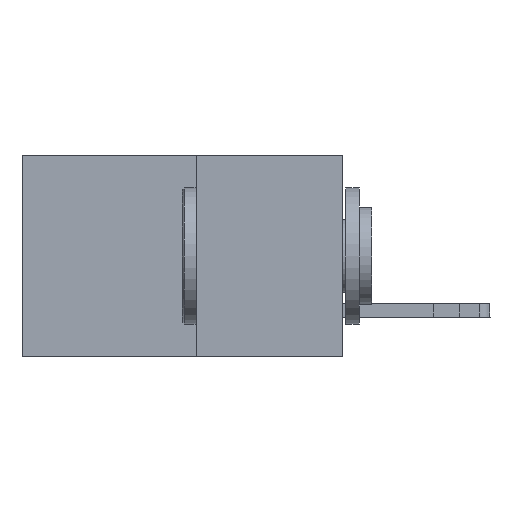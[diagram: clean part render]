
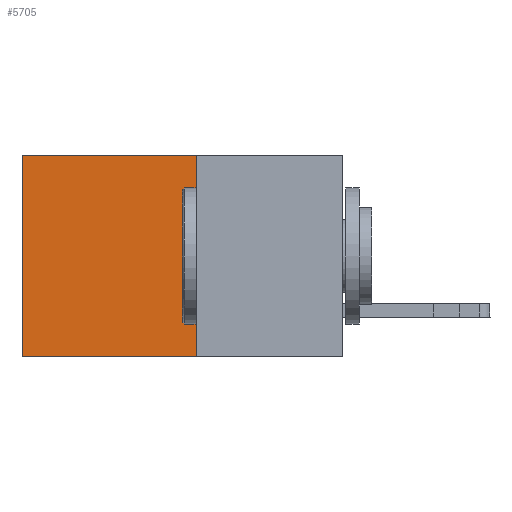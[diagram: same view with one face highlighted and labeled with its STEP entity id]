
A CAD part, left-side view. The second image highlights one B-rep face of the part: STEP entity #5705.
In plain terms, the highlighted planar face has unit normal (-1, 0, 0).
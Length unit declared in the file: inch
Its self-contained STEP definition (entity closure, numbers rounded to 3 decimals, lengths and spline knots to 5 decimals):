
#720 = CARTESIAN_POINT ( 'NONE',  ( 0.277, 0.59, -0.37 ) ) ;
#1853 = LINE ( 'NONE', #9456, #14115 ) ;
#1875 = CARTESIAN_POINT ( 'NONE',  ( 0.277, 0.27, 0. ) ) ;
#2144 = CARTESIAN_POINT ( 'NONE',  ( 0.277, 0.27, -0.37 ) ) ;
#2670 = EDGE_CURVE ( 'NONE', #17691, #4894, #10946, .T. ) ;
#3237 = VECTOR ( 'NONE', #6593, 39.37008 ) ;
#3375 = EDGE_CURVE ( 'NONE', #19028, #16203, #4390, .T. ) ;
#4177 = CARTESIAN_POINT ( 'NONE',  ( 0.277, 0.27, -0.37 ) ) ;
#4390 = LINE ( 'NONE', #9776, #19801 ) ;
#4630 = CARTESIAN_POINT ( 'NONE',  ( 0.277, 0.59, 0. ) ) ;
#4729 = ORIENTED_EDGE ( 'NONE', *, *, #8142, .F. ) ;
#4894 = VERTEX_POINT ( 'NONE', #2144 ) ;
#5322 = DIRECTION ( 'NONE',  ( 0., 0., -1. ) ) ;
#5705 = ADVANCED_FACE ( 'NONE', ( #13802 ), #23168, .F. ) ;
#6593 = DIRECTION ( 'NONE',  ( 0., 1., 0. ) ) ;
#8142 = EDGE_CURVE ( 'NONE', #4894, #16203, #1853, .T. ) ;
#9456 = CARTESIAN_POINT ( 'NONE',  ( 0.277, 0.27, -0.37 ) ) ;
#9762 = ORIENTED_EDGE ( 'NONE', *, *, #3375, .T. ) ;
#9776 = CARTESIAN_POINT ( 'NONE',  ( 0.277, 0.59, -0.37 ) ) ;
#9905 = DIRECTION ( 'NONE',  ( 1., 0., 0. ) ) ;
#10033 = DIRECTION ( 'NONE',  ( 0., 0., -1. ) ) ;
#10110 = ORIENTED_EDGE ( 'NONE', *, *, #2670, .F. ) ;
#10686 = CARTESIAN_POINT ( 'NONE',  ( 0.277, 0.27, -0.37 ) ) ;
#10946 = LINE ( 'NONE', #10686, #14658 ) ;
#13389 = ORIENTED_EDGE ( 'NONE', *, *, #19584, .T. ) ;
#13802 = FACE_OUTER_BOUND ( 'NONE', #24462, .T. ) ;
#14115 = VECTOR ( 'NONE', #22716, 39.37008 ) ;
#14658 = VECTOR ( 'NONE', #5322, 39.37008 ) ;
#16203 = VERTEX_POINT ( 'NONE', #720 ) ;
#17691 = VERTEX_POINT ( 'NONE', #1875 ) ;
#17858 = CARTESIAN_POINT ( 'NONE',  ( 0.277, 0.27, 0. ) ) ;
#17888 = DIRECTION ( 'NONE',  ( 0., 0., -1. ) ) ;
#19028 = VERTEX_POINT ( 'NONE', #4630 ) ;
#19584 = EDGE_CURVE ( 'NONE', #17691, #19028, #23748, .T. ) ;
#19801 = VECTOR ( 'NONE', #17888, 39.37008 ) ;
#22716 = DIRECTION ( 'NONE',  ( 0., 1., 0. ) ) ;
#23168 = PLANE ( 'NONE',  #24411 ) ;
#23748 = LINE ( 'NONE', #17858, #3237 ) ;
#24411 = AXIS2_PLACEMENT_3D ( 'NONE', #4177, #9905, #10033 ) ;
#24462 = EDGE_LOOP ( 'NONE', ( #9762, #4729, #10110, #13389 ) ) ;
